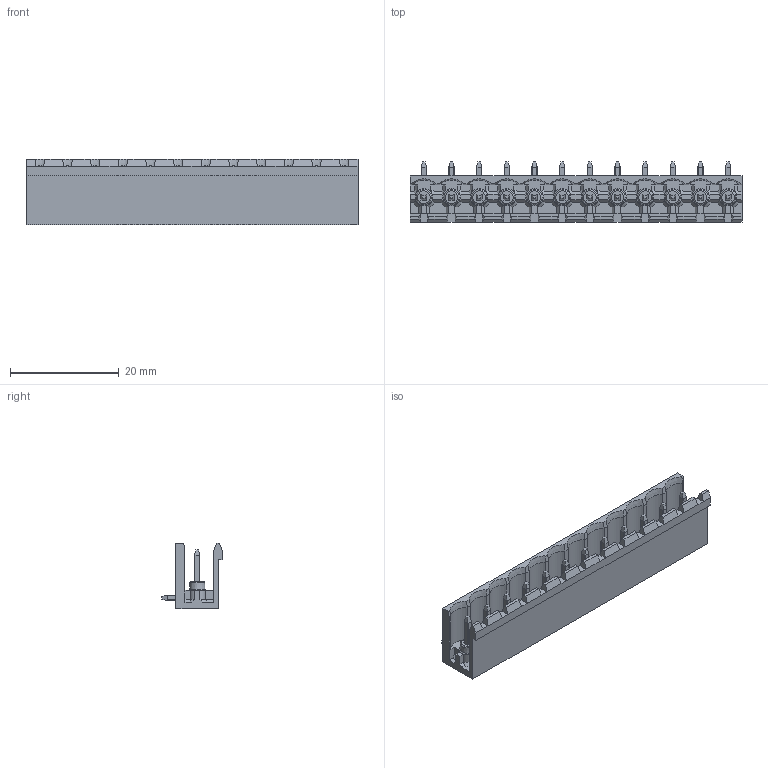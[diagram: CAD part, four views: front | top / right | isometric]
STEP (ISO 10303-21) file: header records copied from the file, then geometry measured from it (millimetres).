
FILE_DESCRIPTION(/* description */ ('Unknown'),/* implementation_level */ '2;1');
FILE_NAME(/* name */ '691701530012B',/* time_stamp */ '2023-12-13T15:12:22+01:00',/* author */ ('Unknown'),/* organization */ ('Unknown'),/* preprocessor_version */ 'ST-DEVELOPER v18.102',/* originating_system */ 'Solid Edge',/* authorisation */ 'Unknown');
FILE_SCHEMA (('AUTOMOTIVE_DESIGN {1 0 10303 214 3 1 1}'));
Length unit declared in the file: millimetre
Products named in the file (3): 6917015300xxB; 691701500012B; 6917015300xxB_PIN
Assembly tree (13 placements, depth 2):
  6917015300xxB
    691701500012B
    6917015300xxB_PIN  x12
Bounding box: 60.96 x 11.1 x 12 mm (x, y, z)
Volume: 2297.9 mm3; surface area: 5246 mm2
Topology: 13 solids, 13 shells, 1089 faces, 2865 edges, 1814 vertices
Faces by surface type: plane 753, cylinder 180, cone 72, torus 72, sphere 12
Entity records: 22923 total; most frequent: CARTESIAN_POINT 4328, ORIENTED_EDGE 3890, DIRECTION 3643, EDGE_CURVE 1945, LINE 1553, VECTOR 1553, VERTEX_POINT 1250, AXIS2_PLACEMENT_3D 1045
